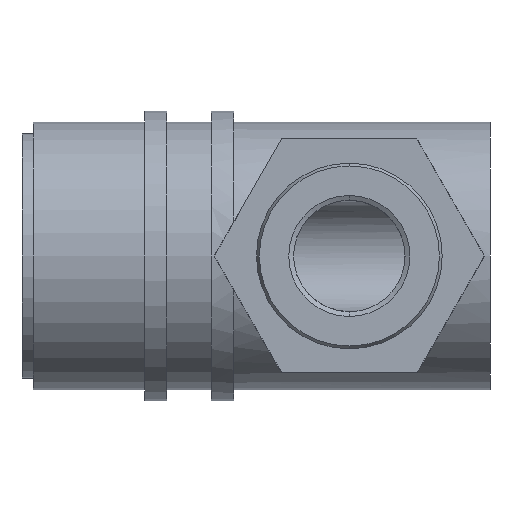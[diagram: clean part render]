
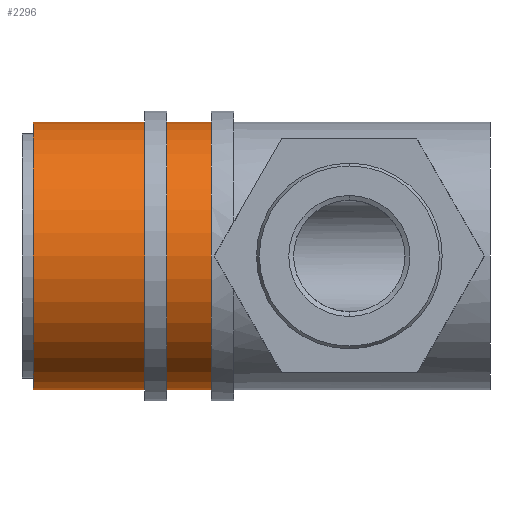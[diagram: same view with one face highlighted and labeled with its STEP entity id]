
A CAD part, front view. The second image highlights one B-rep face of the part: STEP entity #2296.
In plain terms, the highlighted cylindrical face has radius 12 mm (diameter 24 mm), a partial arc.
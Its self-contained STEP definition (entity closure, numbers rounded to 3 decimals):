
#44 = CARTESIAN_POINT ( 'NONE',  ( 17., 0., -12. ) ) ;
#56 = CYLINDRICAL_SURFACE ( 'NONE', #3479, 12. ) ;
#72 = CARTESIAN_POINT ( 'NONE',  ( 1., 0., 12. ) ) ;
#140 = FACE_OUTER_BOUND ( 'NONE', #5290, .T. ) ;
#188 = DIRECTION ( 'NONE',  ( 0., 0., -1. ) ) ;
#392 = DIRECTION ( 'NONE',  ( -1., 0., 0. ) ) ;
#844 = EDGE_CURVE ( 'NONE', #4751, #7570, #5660, .T. ) ;
#1828 = AXIS2_PLACEMENT_3D ( 'NONE', #6578, #8502, #2646 ) ;
#2296 = ADVANCED_FACE ( 'NONE', ( #140 ), #56, .T. ) ;
#2304 = CARTESIAN_POINT ( 'NONE',  ( 17., 0., 12. ) ) ;
#2397 = VERTEX_POINT ( 'NONE', #6851 ) ;
#2646 = DIRECTION ( 'NONE',  ( 0., 0., 1. ) ) ;
#2753 = DIRECTION ( 'NONE',  ( -1., 0., 0. ) ) ;
#3221 = AXIS2_PLACEMENT_3D ( 'NONE', #5989, #5420, #188 ) ;
#3479 = AXIS2_PLACEMENT_3D ( 'NONE', #7464, #2753, #5376 ) ;
#3750 = VECTOR ( 'NONE', #6220, 1000. ) ;
#4228 = CARTESIAN_POINT ( 'NONE',  ( 0., 0., 12. ) ) ;
#4623 = CIRCLE ( 'NONE', #3221, 12. ) ;
#4751 = VERTEX_POINT ( 'NONE', #2304 ) ;
#4897 = VECTOR ( 'NONE', #392, 1000. ) ;
#5290 = EDGE_LOOP ( 'NONE', ( #7763, #8046, #7032, #8411 ) ) ;
#5376 = DIRECTION ( 'NONE',  ( 0., 0., 1. ) ) ;
#5420 = DIRECTION ( 'NONE',  ( 1., 0., 0. ) ) ;
#5660 = LINE ( 'NONE', #4228, #3750 ) ;
#5820 = EDGE_CURVE ( 'NONE', #2397, #7570, #6283, .T. ) ;
#5989 = CARTESIAN_POINT ( 'NONE',  ( 17., 0., 0. ) ) ;
#6220 = DIRECTION ( 'NONE',  ( -1., 0., 0. ) ) ;
#6283 = CIRCLE ( 'NONE', #1828, 12. ) ;
#6370 = EDGE_CURVE ( 'NONE', #4751, #8103, #4623, .T. ) ;
#6446 = LINE ( 'NONE', #8462, #4897 ) ;
#6578 = CARTESIAN_POINT ( 'NONE',  ( 1., 0., 0. ) ) ;
#6820 = EDGE_CURVE ( 'NONE', #8103, #2397, #6446, .T. ) ;
#6851 = CARTESIAN_POINT ( 'NONE',  ( 1., 0., -12. ) ) ;
#7032 = ORIENTED_EDGE ( 'NONE', *, *, #844, .T. ) ;
#7464 = CARTESIAN_POINT ( 'NONE',  ( 0., 0., 0. ) ) ;
#7570 = VERTEX_POINT ( 'NONE', #72 ) ;
#7763 = ORIENTED_EDGE ( 'NONE', *, *, #6820, .F. ) ;
#8046 = ORIENTED_EDGE ( 'NONE', *, *, #6370, .F. ) ;
#8103 = VERTEX_POINT ( 'NONE', #44 ) ;
#8411 = ORIENTED_EDGE ( 'NONE', *, *, #5820, .F. ) ;
#8462 = CARTESIAN_POINT ( 'NONE',  ( 0., 0., -12. ) ) ;
#8502 = DIRECTION ( 'NONE',  ( -1., 0., 0. ) ) ;
